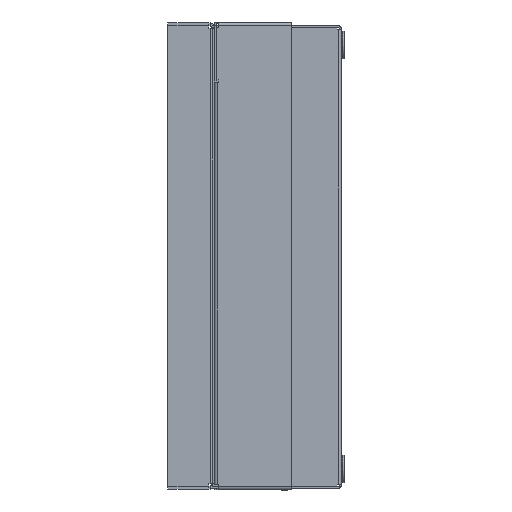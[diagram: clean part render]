
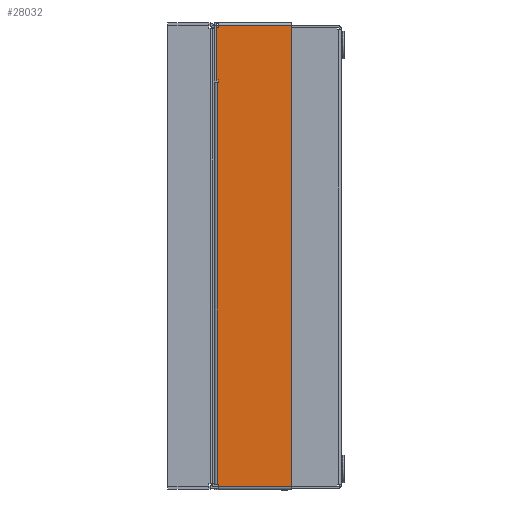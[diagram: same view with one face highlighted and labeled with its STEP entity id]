
A CAD part, left-side view. The second image highlights one B-rep face of the part: STEP entity #28032.
In plain terms, the highlighted face is planar.
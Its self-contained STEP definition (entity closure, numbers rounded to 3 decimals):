
#32 = VECTOR ( 'NONE', #8250, 1000. ) ;
#1685 = CARTESIAN_POINT ( 'NONE',  ( 121.25, 40., -91.4 ) ) ;
#1878 = CARTESIAN_POINT ( 'NONE',  ( 121.25, 39.6, -89.9 ) ) ;
#2675 = CARTESIAN_POINT ( 'NONE',  ( 121.25, 41.2, -121.4 ) ) ;
#2806 = ORIENTED_EDGE ( 'NONE', *, *, #14621, .T. ) ;
#3419 = ORIENTED_EDGE ( 'NONE', *, *, #39979, .F. ) ;
#4195 = CARTESIAN_POINT ( 'NONE',  ( 121.25, 39.1, 119.8 ) ) ;
#5469 = DIRECTION ( 'NONE',  ( 0., 0., -1. ) ) ;
#5907 = VECTOR ( 'NONE', #63585, 1000. ) ;
#6282 = CARTESIAN_POINT ( 'NONE',  ( 121.25, 41.2, -89.9 ) ) ;
#7225 = VERTEX_POINT ( 'NONE', #67812 ) ;
#7823 = VERTEX_POINT ( 'NONE', #56867 ) ;
#8250 = DIRECTION ( 'NONE',  ( 0., 0., 1. ) ) ;
#8633 = VECTOR ( 'NONE', #38292, 1000. ) ;
#9114 = VECTOR ( 'NONE', #61179, 1000. ) ;
#9134 = LINE ( 'NONE', #28956, #63502 ) ;
#9456 = DIRECTION ( 'NONE',  ( 0., -1., 0. ) ) ;
#10307 = LINE ( 'NONE', #33033, #8633 ) ;
#10362 = CARTESIAN_POINT ( 'NONE',  ( 121.25, 39.1, -118.4 ) ) ;
#10898 = CARTESIAN_POINT ( 'NONE',  ( 121.25, 39.1, 118.4 ) ) ;
#11042 = EDGE_CURVE ( 'NONE', #59630, #7823, #10307, .T. ) ;
#11255 = FACE_OUTER_BOUND ( 'NONE', #36066, .T. ) ;
#11547 = VERTEX_POINT ( 'NONE', #57838 ) ;
#14147 = LINE ( 'NONE', #34000, #32 ) ;
#14344 = ORIENTED_EDGE ( 'NONE', *, *, #27558, .F. ) ;
#14621 = EDGE_CURVE ( 'NONE', #28152, #7225, #9134, .T. ) ;
#16671 = VECTOR ( 'NONE', #65653, 1000. ) ;
#16805 = EDGE_CURVE ( 'NONE', #59630, #30415, #38144, .T. ) ;
#17442 = ORIENTED_EDGE ( 'NONE', *, *, #20113, .F. ) ;
#18288 = LINE ( 'NONE', #44846, #16671 ) ;
#18595 = DIRECTION ( 'NONE',  ( 0., 0., 1. ) ) ;
#19657 = ORIENTED_EDGE ( 'NONE', *, *, #16805, .F. ) ;
#19923 = LINE ( 'NONE', #10898, #5907 ) ;
#20113 = EDGE_CURVE ( 'NONE', #11547, #7823, #53442, .T. ) ;
#20700 = CARTESIAN_POINT ( 'NONE',  ( 121.25, 39.1, 118.4 ) ) ;
#20965 = VECTOR ( 'NONE', #5469, 1000. ) ;
#22109 = VECTOR ( 'NONE', #50938, 1000. ) ;
#22505 = CARTESIAN_POINT ( 'NONE',  ( 121.25, 1.2, -119.8 ) ) ;
#22777 = CARTESIAN_POINT ( 'NONE',  ( 121.25, 39.1, 118.4 ) ) ;
#23120 = LINE ( 'NONE', #34850, #9114 ) ;
#23450 = EDGE_CURVE ( 'NONE', #52990, #45746, #14147, .T. ) ;
#24215 = VECTOR ( 'NONE', #33229, 1000. ) ;
#26269 = VERTEX_POINT ( 'NONE', #22505 ) ;
#27157 = AXIS2_PLACEMENT_3D ( 'NONE', #2675, #50110, #18595 ) ;
#27558 = EDGE_CURVE ( 'NONE', #30415, #42052, #49978, .T. ) ;
#28032 = ADVANCED_FACE ( 'NONE', ( #11255 ), #44772, .F. ) ;
#28152 = VERTEX_POINT ( 'NONE', #4195 ) ;
#28956 = CARTESIAN_POINT ( 'NONE',  ( 121.25, 41.2, 119.8 ) ) ;
#29576 = LINE ( 'NONE', #6282, #54353 ) ;
#29791 = ORIENTED_EDGE ( 'NONE', *, *, #63538, .T. ) ;
#30272 = CARTESIAN_POINT ( 'NONE',  ( 121.25, 39.6, 118.4 ) ) ;
#30415 = VERTEX_POINT ( 'NONE', #67510 ) ;
#30599 = ORIENTED_EDGE ( 'NONE', *, *, #23450, .T. ) ;
#33033 = CARTESIAN_POINT ( 'NONE',  ( 121.25, 67.219, -91.4 ) ) ;
#33229 = DIRECTION ( 'NONE',  ( 0., 0., -1. ) ) ;
#34000 = CARTESIAN_POINT ( 'NONE',  ( 121.25, 39.6, -118.4 ) ) ;
#34492 = ORIENTED_EDGE ( 'NONE', *, *, #49501, .F. ) ;
#34797 = ORIENTED_EDGE ( 'NONE', *, *, #51659, .T. ) ;
#34850 = CARTESIAN_POINT ( 'NONE',  ( 121.25, 39.1, -118.4 ) ) ;
#36066 = EDGE_LOOP ( 'NONE', ( #17442, #29791, #30599, #3419, #40306, #2806, #34797, #50991, #34492, #14344, #19657, #54435 ) ) ;
#37604 = VECTOR ( 'NONE', #9456, 1000. ) ;
#38144 = LINE ( 'NONE', #1685, #24215 ) ;
#38292 = DIRECTION ( 'NONE',  ( 0., -1., 0. ) ) ;
#38401 = VECTOR ( 'NONE', #47141, 1000. ) ;
#39979 = EDGE_CURVE ( 'NONE', #68165, #45746, #52468, .T. ) ;
#40306 = ORIENTED_EDGE ( 'NONE', *, *, #53278, .F. ) ;
#40922 = CARTESIAN_POINT ( 'NONE',  ( 121.25, 67.219, -118.4 ) ) ;
#42052 = VERTEX_POINT ( 'NONE', #10362 ) ;
#43497 = EDGE_CURVE ( 'NONE', #60890, #26269, #18288, .T. ) ;
#44772 = PLANE ( 'NONE',  #27157 ) ;
#44804 = DIRECTION ( 'NONE',  ( 0., -1., 0. ) ) ;
#44846 = CARTESIAN_POINT ( 'NONE',  ( 121.25, 41.2, -119.8 ) ) ;
#45746 = VERTEX_POINT ( 'NONE', #30272 ) ;
#47141 = DIRECTION ( 'NONE',  ( 0., 1., 0. ) ) ;
#47619 = CARTESIAN_POINT ( 'NONE',  ( 121.25, 1.2, -121.4 ) ) ;
#48994 = LINE ( 'NONE', #47619, #20965 ) ;
#49501 = EDGE_CURVE ( 'NONE', #42052, #60890, #23120, .T. ) ;
#49978 = LINE ( 'NONE', #40922, #37604 ) ;
#50110 = DIRECTION ( 'NONE',  ( -1., 0., 0. ) ) ;
#50938 = DIRECTION ( 'NONE',  ( 0., 0., -1. ) ) ;
#50991 = ORIENTED_EDGE ( 'NONE', *, *, #43497, .F. ) ;
#51659 = EDGE_CURVE ( 'NONE', #7225, #26269, #48994, .T. ) ;
#52468 = LINE ( 'NONE', #20700, #38401 ) ;
#52990 = VERTEX_POINT ( 'NONE', #1878 ) ;
#53278 = EDGE_CURVE ( 'NONE', #28152, #68165, #19923, .T. ) ;
#53442 = LINE ( 'NONE', #66657, #22109 ) ;
#54353 = VECTOR ( 'NONE', #59018, 1000. ) ;
#54435 = ORIENTED_EDGE ( 'NONE', *, *, #11042, .T. ) ;
#56867 = CARTESIAN_POINT ( 'NONE',  ( 121.25, 39.1, -91.4 ) ) ;
#57838 = CARTESIAN_POINT ( 'NONE',  ( 121.25, 39.1, -89.9 ) ) ;
#57901 = CARTESIAN_POINT ( 'NONE',  ( 121.25, 39.1, -119.8 ) ) ;
#59018 = DIRECTION ( 'NONE',  ( 0., 1., 0. ) ) ;
#59630 = VERTEX_POINT ( 'NONE', #66853 ) ;
#60890 = VERTEX_POINT ( 'NONE', #57901 ) ;
#61179 = DIRECTION ( 'NONE',  ( 0., 0., -1. ) ) ;
#63502 = VECTOR ( 'NONE', #44804, 1000. ) ;
#63538 = EDGE_CURVE ( 'NONE', #11547, #52990, #29576, .T. ) ;
#63585 = DIRECTION ( 'NONE',  ( 0., 0., -1. ) ) ;
#65653 = DIRECTION ( 'NONE',  ( 0., -1., 0. ) ) ;
#66657 = CARTESIAN_POINT ( 'NONE',  ( 121.25, 39.1, -118.4 ) ) ;
#66853 = CARTESIAN_POINT ( 'NONE',  ( 121.25, 40., -91.4 ) ) ;
#67510 = CARTESIAN_POINT ( 'NONE',  ( 121.25, 40., -118.4 ) ) ;
#67812 = CARTESIAN_POINT ( 'NONE',  ( 121.25, 1.2, 119.8 ) ) ;
#68165 = VERTEX_POINT ( 'NONE', #22777 ) ;
